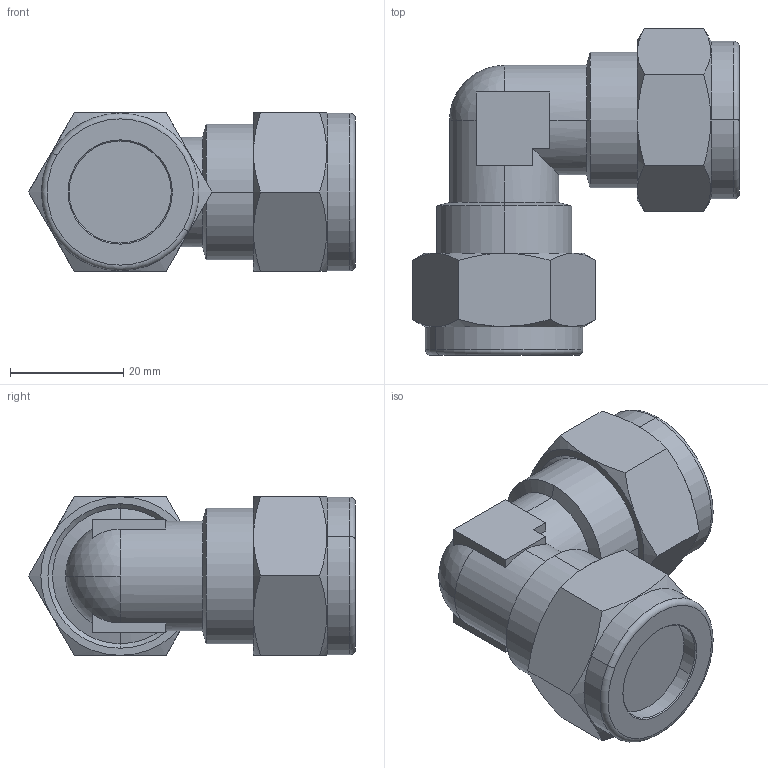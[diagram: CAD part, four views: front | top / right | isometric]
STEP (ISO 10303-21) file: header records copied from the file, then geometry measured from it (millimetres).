
FILE_DESCRIPTION (( 'STEP AP214' ), '1' );
FILE_NAME ('1026000009.step', '2013-02-25T17:13:36', ( '' ), ( '' ), 'SwSTEP 2.0', 'SolidWorks 2012', '' );
FILE_SCHEMA (( 'AUTOMOTIVE_DESIGN' ));
Length unit declared in the file: millimetre
Products named in the file (1): 1026000009
Bounding box: 57.67 x 57.67 x 28 mm (x, y, z)
Volume: 38479 mm3; surface area: 8890.8 mm2
Topology: 1 solids, 1 shells, 82 faces, 196 edges, 120 vertices
Faces by surface type: plane 32, cone 28, cylinder 16, torus 4, sphere 2
Entity records: 2597 total; most frequent: CARTESIAN_POINT 682, DIRECTION 400, ORIENTED_EDGE 392, EDGE_CURVE 196, AXIS2_PLACEMENT_3D 162, VERTEX_POINT 120, EDGE_LOOP 86, FACE_OUTER_BOUND 82
